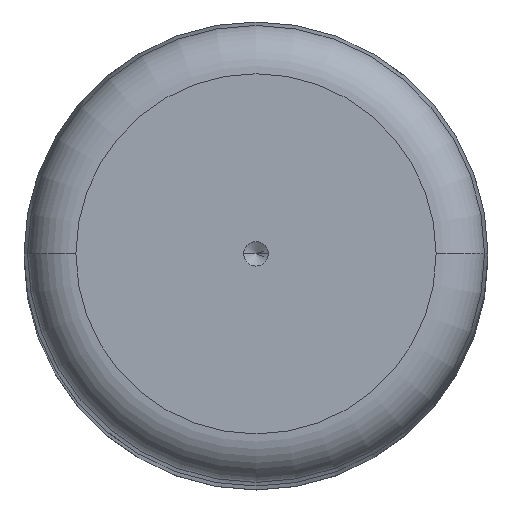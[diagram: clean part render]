
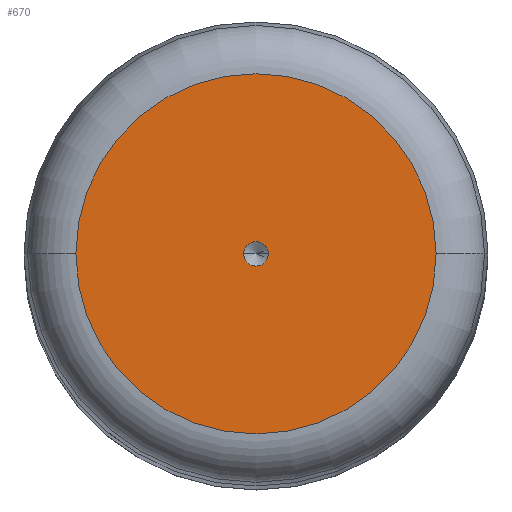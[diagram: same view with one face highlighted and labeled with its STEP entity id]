
A CAD part, top view. The second image highlights one B-rep face of the part: STEP entity #670.
In plain terms, the highlighted planar face has unit normal (0, 0, 1).
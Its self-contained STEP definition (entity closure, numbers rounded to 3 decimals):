
#10 = CARTESIAN_POINT ( 'NONE',  ( 0., 0., 200. ) ) ;
#21 = DIRECTION ( 'NONE',  ( 0., 0., 1. ) ) ;
#29 = EDGE_LOOP ( 'NONE', ( #664, #621 ) ) ;
#44 = EDGE_LOOP ( 'NONE', ( #643, #405 ) ) ;
#53 = AXIS2_PLACEMENT_3D ( 'NONE', #89, #301, #663 ) ;
#71 = DIRECTION ( 'NONE',  ( 1., 0., 0. ) ) ;
#72 = CARTESIAN_POINT ( 'NONE',  ( -1., 0., 200. ) ) ;
#75 = DIRECTION ( 'NONE',  ( 1., 0., 0. ) ) ;
#88 = AXIS2_PLACEMENT_3D ( 'NONE', #502, #21, #71 ) ;
#89 = CARTESIAN_POINT ( 'NONE',  ( 0., 0., 200. ) ) ;
#158 = CIRCLE ( 'NONE', #326, 1. ) ;
#275 = EDGE_CURVE ( 'NONE', #290, #501, #550, .T. ) ;
#289 = CARTESIAN_POINT ( 'NONE',  ( -14.75, 0., 200. ) ) ;
#290 = VERTEX_POINT ( 'NONE', #289 ) ;
#297 = VERTEX_POINT ( 'NONE', #72 ) ;
#301 = DIRECTION ( 'NONE',  ( 0., 0., 1. ) ) ;
#315 = AXIS2_PLACEMENT_3D ( 'NONE', #651, #653, #605 ) ;
#326 = AXIS2_PLACEMENT_3D ( 'NONE', #10, #586, #644 ) ;
#333 = CIRCLE ( 'NONE', #88, 14.75 ) ;
#368 = FACE_OUTER_BOUND ( 'NONE', #29, .T. ) ;
#384 = EDGE_CURVE ( 'NONE', #297, #442, #480, .T. ) ;
#386 = CARTESIAN_POINT ( 'NONE',  ( 14.75, 0., 200. ) ) ;
#405 = ORIENTED_EDGE ( 'NONE', *, *, #384, .F. ) ;
#411 = AXIS2_PLACEMENT_3D ( 'NONE', #649, #602, #75 ) ;
#442 = VERTEX_POINT ( 'NONE', #540 ) ;
#480 = CIRCLE ( 'NONE', #53, 1. ) ;
#501 = VERTEX_POINT ( 'NONE', #386 ) ;
#502 = CARTESIAN_POINT ( 'NONE',  ( 0., 0., 200. ) ) ;
#503 = PLANE ( 'NONE',  #411 ) ;
#535 = EDGE_CURVE ( 'NONE', #442, #297, #158, .T. ) ;
#540 = CARTESIAN_POINT ( 'NONE',  ( 1., 0., 200. ) ) ;
#550 = CIRCLE ( 'NONE', #315, 14.75 ) ;
#586 = DIRECTION ( 'NONE',  ( 0., 0., 1. ) ) ;
#602 = DIRECTION ( 'NONE',  ( 0., 0., 1. ) ) ;
#605 = DIRECTION ( 'NONE',  ( 1., 0., 0. ) ) ;
#621 = ORIENTED_EDGE ( 'NONE', *, *, #275, .T. ) ;
#633 = FACE_BOUND ( 'NONE', #44, .T. ) ;
#643 = ORIENTED_EDGE ( 'NONE', *, *, #535, .F. ) ;
#644 = DIRECTION ( 'NONE',  ( 1., 0., 0. ) ) ;
#646 = EDGE_CURVE ( 'NONE', #501, #290, #333, .T. ) ;
#649 = CARTESIAN_POINT ( 'NONE',  ( 0., 0., 200. ) ) ;
#651 = CARTESIAN_POINT ( 'NONE',  ( 0., 0., 200. ) ) ;
#653 = DIRECTION ( 'NONE',  ( 0., 0., 1. ) ) ;
#663 = DIRECTION ( 'NONE',  ( 1., 0., 0. ) ) ;
#664 = ORIENTED_EDGE ( 'NONE', *, *, #646, .T. ) ;
#670 = ADVANCED_FACE ( 'NONE', ( #633, #368 ), #503, .T. ) ;
